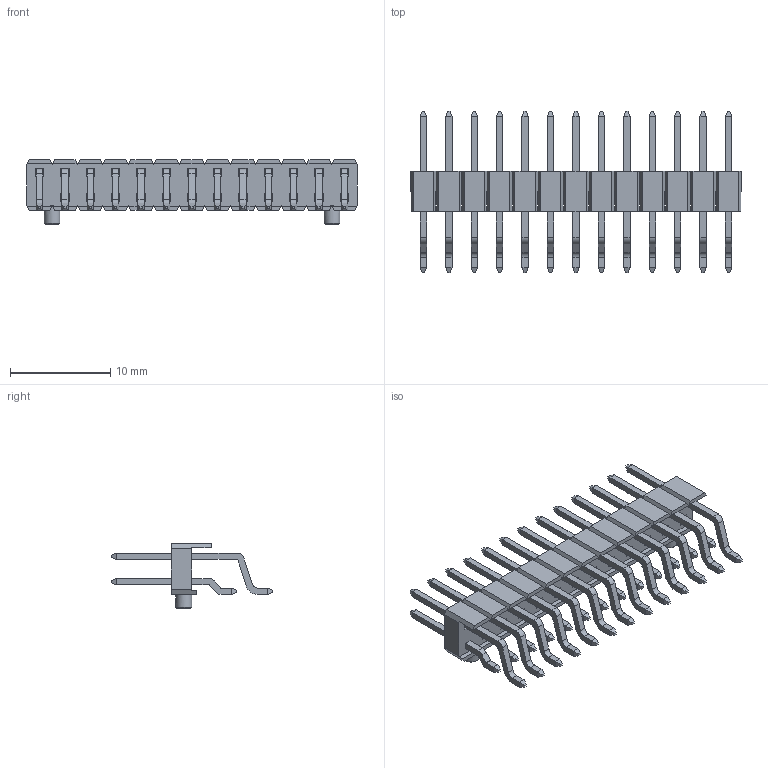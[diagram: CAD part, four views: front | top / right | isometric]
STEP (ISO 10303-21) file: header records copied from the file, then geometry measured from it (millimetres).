
FILE_DESCRIPTION(/* description */ ('Unknown'),/* implementation_level */ '2;1');
FILE_NAME(/* name */ 'J_Wurth_WR-PHD_610126249121',/* time_stamp */ '2025-04-14T16:59:09+08:00',/* author */ ('Unknown'),/* organization */ ('Unknown'),/* preprocessor_version */ 'ST-DEVELOPER v19.4',/* originating_system */ 'Solid Edge',/* authorisation */ 'Unknown');
FILE_SCHEMA (('AUTOMOTIVE_DESIGN {1 0 10303 214 3 1 1}'));
Length unit declared in the file: millimetre
Products named in the file (2): J_Wurth_WR-PHD_610126249121
Assembly tree (1 placements, depth 2):
  J_Wurth_WR-PHD_610126249121
    J_Wurth_WR-PHD_610126249121
Bounding box: 33.02 x 16.16 x 6.48 mm (x, y, z)
Volume: 509.1 mm3; surface area: 1587.3 mm2
Topology: 1 solids, 1 shells, 1026 faces, 2502 edges, 1530 vertices
Faces by surface type: plane 918, cylinder 106, cone 2
Full cylindrical faces by diameter (mm): 1.58 x2
Entity records: 36312 total; most frequent: CARTESIAN_POINT 5052, ORIENTED_EDGE 4992, DIRECTION 4782, EDGE_CURVE 2496, LINE 2266, VECTOR 2266, VERTEX_POINT 1528, AXIS2_PLACEMENT_3D 1258
